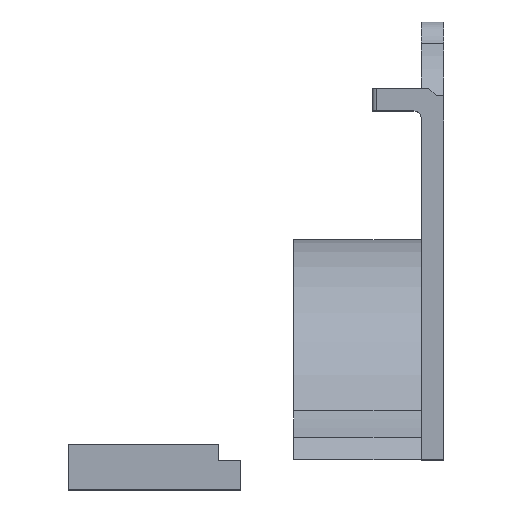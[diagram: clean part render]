
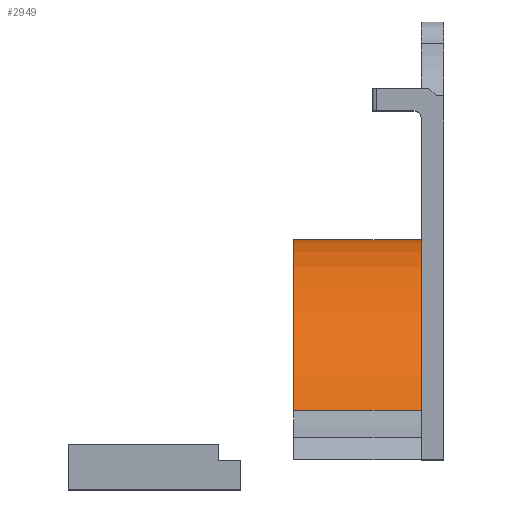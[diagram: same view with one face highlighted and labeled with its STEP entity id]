
A CAD part, top view. The second image highlights one B-rep face of the part: STEP entity #2949.
In plain terms, the highlighted cylindrical face has radius 29.8 mm (diameter 59.6 mm), a partial arc.
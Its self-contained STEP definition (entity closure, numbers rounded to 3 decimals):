
#113=CIRCLE('',#3172,29.8);
#114=CIRCLE('',#3173,29.8);
#217=CYLINDRICAL_SURFACE('',#3171,29.8);
#308=FACE_OUTER_BOUND('',#457,.T.);
#457=EDGE_LOOP('',(#2145,#2146,#2147,#2148));
#688=LINE('',#4618,#982);
#689=LINE('',#4622,#983);
#982=VECTOR('',#3674,10.);
#983=VECTOR('',#3677,10.);
#1319=VERTEX_POINT('',#4616);
#1320=VERTEX_POINT('',#4617);
#1321=VERTEX_POINT('',#4619);
#1322=VERTEX_POINT('',#4621);
#1649=EDGE_CURVE('',#1319,#1320,#688,.T.);
#1650=EDGE_CURVE('',#1321,#1319,#113,.T.);
#1651=EDGE_CURVE('',#1322,#1321,#689,.T.);
#1652=EDGE_CURVE('',#1320,#1322,#114,.T.);
#2145=ORIENTED_EDGE('',*,*,#1649,.F.);
#2146=ORIENTED_EDGE('',*,*,#1650,.F.);
#2147=ORIENTED_EDGE('',*,*,#1651,.F.);
#2148=ORIENTED_EDGE('',*,*,#1652,.F.);
#2949=ADVANCED_FACE('',(#308),#217,.T.);
#3171=AXIS2_PLACEMENT_3D('',#4615,#3672,#3673);
#3172=AXIS2_PLACEMENT_3D('',#4620,#3675,#3676);
#3173=AXIS2_PLACEMENT_3D('',#4623,#3678,#3679);
#3672=DIRECTION('center_axis',(1.,0.,0.));
#3673=DIRECTION('ref_axis',(0.,1.,0.));
#3674=DIRECTION('',(-1.,0.,0.));
#3675=DIRECTION('center_axis',(1.,0.,0.));
#3676=DIRECTION('ref_axis',(0.,1.,0.));
#3677=DIRECTION('',(1.,0.,0.));
#3678=DIRECTION('center_axis',(-1.,0.,0.));
#3679=DIRECTION('ref_axis',(0.,1.,0.));
#4615=CARTESIAN_POINT('Origin',(-44.5,-20.1,12.2));
#4616=CARTESIAN_POINT('',(-28.7,-13.006,41.143));
#4617=CARTESIAN_POINT('',(-45.7,-13.006,41.143));
#4618=CARTESIAN_POINT('',(-43.915,-13.006,41.143));
#4619=CARTESIAN_POINT('',(-28.7,9.7,12.2));
#4620=CARTESIAN_POINT('Origin',(-28.7,-20.1,12.2));
#4621=CARTESIAN_POINT('',(-45.7,9.7,12.2));
#4622=CARTESIAN_POINT('',(-43.915,9.7,12.2));
#4623=CARTESIAN_POINT('Origin',(-45.7,-20.1,12.2));
